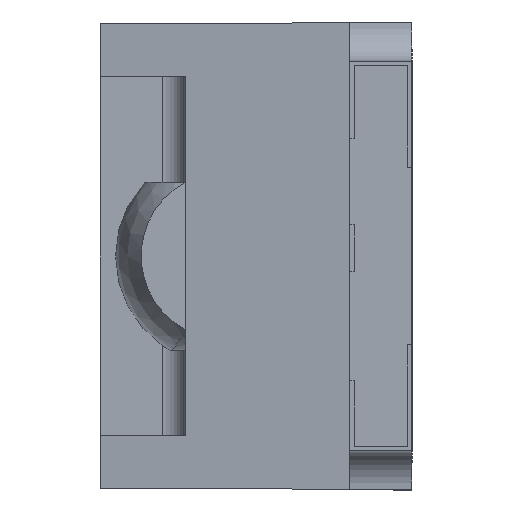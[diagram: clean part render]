
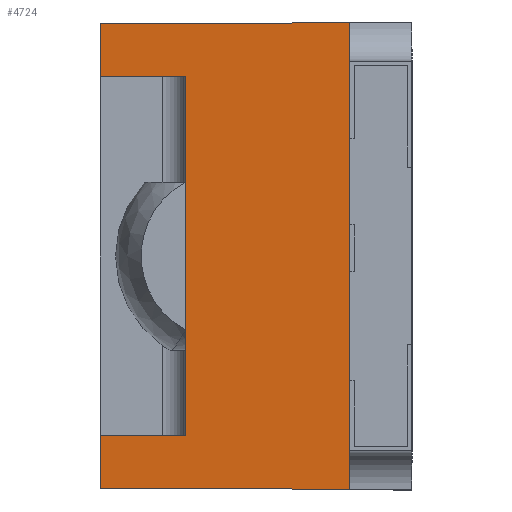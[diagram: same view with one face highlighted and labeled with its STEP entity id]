
A CAD part, left-side view. The second image highlights one B-rep face of the part: STEP entity #4724.
In plain terms, the highlighted planar face has unit normal (-0.996, 0.093, 0).
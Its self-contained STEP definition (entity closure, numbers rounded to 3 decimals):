
#59 = VECTOR ( 'NONE', #4777, 1000. ) ;
#347 = DIRECTION ( 'NONE',  ( 0.093, 0.995, -0.017 ) ) ;
#385 = CARTESIAN_POINT ( 'NONE',  ( -1.5, 0.4, 0.985 ) ) ;
#398 = CARTESIAN_POINT ( 'NONE',  ( -1.402, 1.45, -4.9 ) ) ;
#533 = VECTOR ( 'NONE', #3664, 1000. ) ;
#556 = CARTESIAN_POINT ( 'NONE',  ( -1.5, 0.4, -4.9 ) ) ;
#674 = LINE ( 'NONE', #1357, #533 ) ;
#774 = DIRECTION ( 'NONE',  ( 0., 0., 1. ) ) ;
#781 = DIRECTION ( 'NONE',  ( -0.093, -0.995, -0.017 ) ) ;
#829 = LINE ( 'NONE', #2576, #2979 ) ;
#876 = EDGE_CURVE ( 'NONE', #2631, #3395, #1626, .T. ) ;
#942 = CARTESIAN_POINT ( 'NONE',  ( -1.5, 0.4, 0.985 ) ) ;
#962 = VECTOR ( 'NONE', #781, 1000. ) ;
#1051 = LINE ( 'NONE', #1315, #4715 ) ;
#1072 = VERTEX_POINT ( 'NONE', #1214 ) ;
#1107 = LINE ( 'NONE', #2655, #962 ) ;
#1110 = EDGE_CURVE ( 'NONE', #2011, #1072, #829, .T. ) ;
#1214 = CARTESIAN_POINT ( 'NONE',  ( -1.35, 2., 1.49 ) ) ;
#1243 = AXIS2_PLACEMENT_3D ( 'NONE', #4504, #4475, #2663 ) ;
#1315 = CARTESIAN_POINT ( 'NONE',  ( -1.35, 2., -4.9 ) ) ;
#1321 = VECTOR ( 'NONE', #347, 1000. ) ;
#1327 = CARTESIAN_POINT ( 'NONE',  ( -1.35, 2., -1.15 ) ) ;
#1339 = CARTESIAN_POINT ( 'NONE',  ( -1.446, 0.98, -1.49 ) ) ;
#1357 = CARTESIAN_POINT ( 'NONE',  ( -1.5, 0.4, -4.9 ) ) ;
#1626 = LINE ( 'NONE', #556, #3716 ) ;
#1661 = CARTESIAN_POINT ( 'NONE',  ( -1.402, 1.45, 1.15 ) ) ;
#1681 = DIRECTION ( 'NONE',  ( 0., 0., 1. ) ) ;
#1727 = EDGE_CURVE ( 'NONE', #1924, #3671, #5850, .T. ) ;
#1755 = ORIENTED_EDGE ( 'NONE', *, *, #876, .T. ) ;
#1764 = CARTESIAN_POINT ( 'NONE',  ( -1.505, 0.351, 1.501 ) ) ;
#1769 = ORIENTED_EDGE ( 'NONE', *, *, #3455, .F. ) ;
#1859 = DIRECTION ( 'NONE',  ( 0., 0., -1. ) ) ;
#1876 = DIRECTION ( 'NONE',  ( -0.093, -0.996, 0. ) ) ;
#1924 = VERTEX_POINT ( 'NONE', #4635 ) ;
#2011 = VERTEX_POINT ( 'NONE', #3387 ) ;
#2085 = EDGE_CURVE ( 'NONE', #3671, #2011, #3443, .T. ) ;
#2309 = VERTEX_POINT ( 'NONE', #5448 ) ;
#2418 = LINE ( 'NONE', #3707, #3201 ) ;
#2498 = LINE ( 'NONE', #942, #4090 ) ;
#2575 = ORIENTED_EDGE ( 'NONE', *, *, #4952, .T. ) ;
#2576 = CARTESIAN_POINT ( 'NONE',  ( -1.35, 2., -4.9 ) ) ;
#2631 = VERTEX_POINT ( 'NONE', #5311 ) ;
#2655 = CARTESIAN_POINT ( 'NONE',  ( -1.505, 0.351, -1.501 ) ) ;
#2663 = DIRECTION ( 'NONE',  ( -0.093, -0.996, 0. ) ) ;
#2880 = ORIENTED_EDGE ( 'NONE', *, *, #4970, .F. ) ;
#2912 = FACE_OUTER_BOUND ( 'NONE', #3413, .T. ) ;
#2960 = DIRECTION ( 'NONE',  ( -0.093, -0.996, 0. ) ) ;
#2979 = VECTOR ( 'NONE', #774, 1000. ) ;
#3005 = EDGE_CURVE ( 'NONE', #3586, #3395, #2498, .T. ) ;
#3092 = EDGE_CURVE ( 'NONE', #5297, #2309, #4728, .T. ) ;
#3201 = VECTOR ( 'NONE', #1876, 1000. ) ;
#3268 = LINE ( 'NONE', #1764, #1321 ) ;
#3275 = VERTEX_POINT ( 'NONE', #5809 ) ;
#3310 = ORIENTED_EDGE ( 'NONE', *, *, #1727, .F. ) ;
#3352 = CARTESIAN_POINT ( 'NONE',  ( -1.5, 0.4, 1.5 ) ) ;
#3353 = ORIENTED_EDGE ( 'NONE', *, *, #1110, .F. ) ;
#3374 = ORIENTED_EDGE ( 'NONE', *, *, #5164, .T. ) ;
#3387 = CARTESIAN_POINT ( 'NONE',  ( -1.35, 2., 1.15 ) ) ;
#3393 = CARTESIAN_POINT ( 'NONE',  ( -1.35, 2., 1.15 ) ) ;
#3395 = VERTEX_POINT ( 'NONE', #385 ) ;
#3413 = EDGE_LOOP ( 'NONE', ( #5767, #2880, #3353, #4232, #3310, #1769, #5037, #4489, #3374, #2575, #1755, #5697 ) ) ;
#3443 = LINE ( 'NONE', #3393, #59 ) ;
#3455 = EDGE_CURVE ( 'NONE', #5798, #1924, #2418, .T. ) ;
#3472 = CARTESIAN_POINT ( 'NONE',  ( -1.446, 0.98, 1.49 ) ) ;
#3473 = CARTESIAN_POINT ( 'NONE',  ( -1.446, 0.98, -1.49 ) ) ;
#3586 = VERTEX_POINT ( 'NONE', #3352 ) ;
#3664 = DIRECTION ( 'NONE',  ( 0., 0., 1. ) ) ;
#3671 = VERTEX_POINT ( 'NONE', #1661 ) ;
#3707 = CARTESIAN_POINT ( 'NONE',  ( -1.35, 2., -1.15 ) ) ;
#3716 = VECTOR ( 'NONE', #5253, 1000. ) ;
#4023 = VECTOR ( 'NONE', #1681, 1000. ) ;
#4090 = VECTOR ( 'NONE', #1859, 1000. ) ;
#4232 = ORIENTED_EDGE ( 'NONE', *, *, #2085, .F. ) ;
#4265 = EDGE_CURVE ( 'NONE', #2309, #5798, #1051, .T. ) ;
#4475 = DIRECTION ( 'NONE',  ( -0.996, 0.093, 0. ) ) ;
#4489 = ORIENTED_EDGE ( 'NONE', *, *, #3092, .F. ) ;
#4504 = CARTESIAN_POINT ( 'NONE',  ( -1.35, 2., -4.9 ) ) ;
#4609 = CARTESIAN_POINT ( 'NONE',  ( -1.446, 0.98, 1.49 ) ) ;
#4635 = CARTESIAN_POINT ( 'NONE',  ( -1.402, 1.45, -1.15 ) ) ;
#4715 = VECTOR ( 'NONE', #5494, 1000. ) ;
#4724 = ADVANCED_FACE ( 'NONE', ( #2912 ), #5429, .T. ) ;
#4728 = LINE ( 'NONE', #3473, #5422 ) ;
#4756 = EDGE_CURVE ( 'NONE', #3586, #5276, #3268, .T. ) ;
#4768 = LINE ( 'NONE', #3472, #5395 ) ;
#4777 = DIRECTION ( 'NONE',  ( 0.093, 0.996, 0. ) ) ;
#4787 = DIRECTION ( 'NONE',  ( 0.093, 0.996, 0. ) ) ;
#4952 = EDGE_CURVE ( 'NONE', #3275, #2631, #674, .T. ) ;
#4970 = EDGE_CURVE ( 'NONE', #1072, #5276, #4768, .T. ) ;
#5037 = ORIENTED_EDGE ( 'NONE', *, *, #4265, .F. ) ;
#5164 = EDGE_CURVE ( 'NONE', #5297, #3275, #1107, .T. ) ;
#5253 = DIRECTION ( 'NONE',  ( 0., 0., 1. ) ) ;
#5276 = VERTEX_POINT ( 'NONE', #4609 ) ;
#5297 = VERTEX_POINT ( 'NONE', #1339 ) ;
#5311 = CARTESIAN_POINT ( 'NONE',  ( -1.5, 0.4, -1.01 ) ) ;
#5395 = VECTOR ( 'NONE', #2960, 1000. ) ;
#5422 = VECTOR ( 'NONE', #4787, 1000. ) ;
#5429 = PLANE ( 'NONE',  #1243 ) ;
#5448 = CARTESIAN_POINT ( 'NONE',  ( -1.35, 2., -1.49 ) ) ;
#5494 = DIRECTION ( 'NONE',  ( 0., 0., 1. ) ) ;
#5697 = ORIENTED_EDGE ( 'NONE', *, *, #3005, .F. ) ;
#5767 = ORIENTED_EDGE ( 'NONE', *, *, #4756, .T. ) ;
#5798 = VERTEX_POINT ( 'NONE', #1327 ) ;
#5809 = CARTESIAN_POINT ( 'NONE',  ( -1.5, 0.4, -1.5 ) ) ;
#5850 = LINE ( 'NONE', #398, #4023 ) ;
